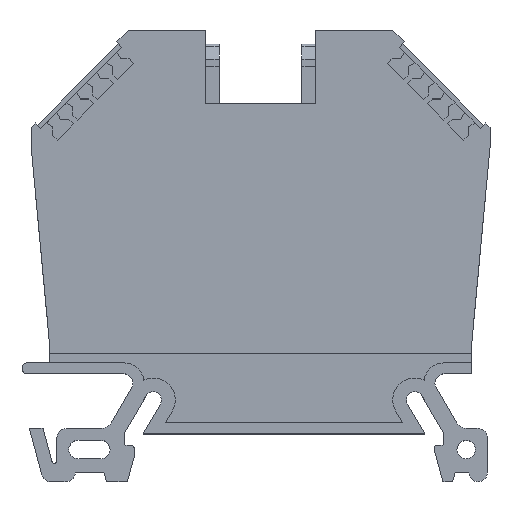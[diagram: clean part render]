
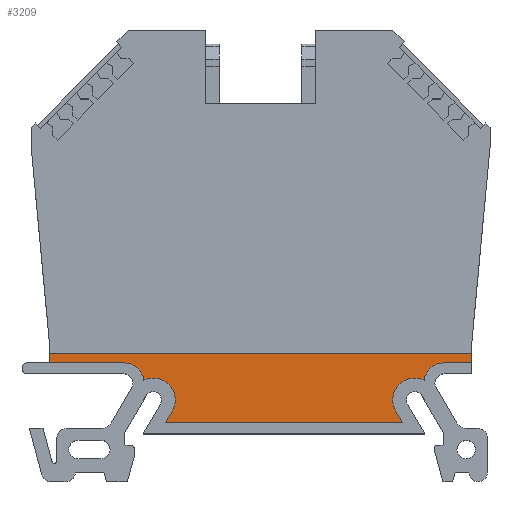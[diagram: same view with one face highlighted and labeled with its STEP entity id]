
A CAD part, top view. The second image highlights one B-rep face of the part: STEP entity #3209.
In plain terms, the highlighted planar face has unit normal (0, 0, 1).
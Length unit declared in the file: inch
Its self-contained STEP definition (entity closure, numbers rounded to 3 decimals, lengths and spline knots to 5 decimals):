
#36 = DIRECTION ( 'NONE',  ( 0., 0., -1. ) ) ;
#141 = LINE ( 'NONE', #3746, #3045 ) ;
#501 = DIRECTION ( 'NONE',  ( 0., -1., 0. ) ) ;
#630 = DIRECTION ( 'NONE',  ( -1., 0., 0. ) ) ;
#669 = LINE ( 'NONE', #3031, #3634 ) ;
#681 = EDGE_CURVE ( 'NONE', #5053, #931, #5334, .T. ) ;
#705 = DIRECTION ( 'NONE',  ( -1., 0., 0. ) ) ;
#720 = LINE ( 'NONE', #808, #2933 ) ;
#761 = CIRCLE ( 'NONE', #3969, 0.08661 ) ;
#773 = EDGE_CURVE ( 'NONE', #2190, #822, #6787, .T. ) ;
#808 = CARTESIAN_POINT ( 'NONE',  ( -0.90551, 0.34646, 0.0315 ) ) ;
#822 = VERTEX_POINT ( 'NONE', #2132 ) ;
#883 = LINE ( 'NONE', #4447, #2891 ) ;
#931 = VERTEX_POINT ( 'NONE', #7723 ) ;
#948 = CARTESIAN_POINT ( 'NONE',  ( -0.46062, 0.14567, 0.0315 ) ) ;
#1059 = DIRECTION ( 'NONE',  ( 0., 0., 1. ) ) ;
#1069 = CARTESIAN_POINT ( 'NONE',  ( -0.40834, 0.04724, 0.0315 ) ) ;
#1084 = VECTOR ( 'NONE', #7308, 39.37008 ) ;
#1140 = DIRECTION ( 'NONE',  ( 0., 0., -1. ) ) ;
#1176 = EDGE_CURVE ( 'NONE', #4972, #1773, #1199, .T. ) ;
#1199 = CIRCLE ( 'NONE', #3372, 0.09449 ) ;
#1298 = EDGE_CURVE ( 'NONE', #2359, #2524, #6030, .T. ) ;
#1302 = ORIENTED_EDGE ( 'NONE', *, *, #2434, .T. ) ;
#1316 = CARTESIAN_POINT ( 'NONE',  ( 0.78756, 0.2185, 0.0315 ) ) ;
#1331 = ORIENTED_EDGE ( 'NONE', *, *, #3611, .T. ) ;
#1405 = DIRECTION ( 'NONE',  ( 0., 1., 0. ) ) ;
#1406 = ORIENTED_EDGE ( 'NONE', *, *, #1833, .T. ) ;
#1475 = CARTESIAN_POINT ( 'NONE',  ( 0.60913, 0.04724, 0.0315 ) ) ;
#1486 = ORIENTED_EDGE ( 'NONE', *, *, #7822, .T. ) ;
#1566 = EDGE_CURVE ( 'NONE', #2615, #7219, #7038, .T. ) ;
#1584 = CIRCLE ( 'NONE', #2351, 0.08661 ) ;
#1586 = ORIENTED_EDGE ( 'NONE', *, *, #1906, .T. ) ;
#1734 = PLANE ( 'NONE',  #5871 ) ;
#1773 = VERTEX_POINT ( 'NONE', #4395 ) ;
#1833 = EDGE_CURVE ( 'NONE', #822, #3361, #2456, .T. ) ;
#1899 = DIRECTION ( 'NONE',  ( -1., 0., 0. ) ) ;
#1906 = EDGE_CURVE ( 'NONE', #3086, #2190, #2826, .T. ) ;
#2000 = DIRECTION ( 'NONE',  ( 0., 0., -1. ) ) ;
#2076 = ORIENTED_EDGE ( 'NONE', *, *, #1298, .T. ) ;
#2115 = VERTEX_POINT ( 'NONE', #2942 ) ;
#2123 = CARTESIAN_POINT ( 'NONE',  ( 0.78756, 0.30512, 0.0315 ) ) ;
#2132 = CARTESIAN_POINT ( 'NONE',  ( 0.56692, 0.14567, 0.0315 ) ) ;
#2190 = VERTEX_POINT ( 'NONE', #5997 ) ;
#2202 = AXIS2_PLACEMENT_3D ( 'NONE', #4435, #3107, #705 ) ;
#2298 = CARTESIAN_POINT ( 'NONE',  ( 0.90551, 0.30512, 0.0315 ) ) ;
#2321 = CARTESIAN_POINT ( 'NONE',  ( -0.37879, 0.09843, 0.0315 ) ) ;
#2351 = AXIS2_PLACEMENT_3D ( 'NONE', #1316, #36, #630 ) ;
#2359 = VERTEX_POINT ( 'NONE', #2321 ) ;
#2402 = EDGE_CURVE ( 'NONE', #3361, #2615, #1584, .T. ) ;
#2431 = CARTESIAN_POINT ( 'NONE',  ( -0.50107, 0.23106, 0.0315 ) ) ;
#2434 = EDGE_CURVE ( 'NONE', #931, #7669, #669, .T. ) ;
#2456 = CIRCLE ( 'NONE', #2202, 0.09449 ) ;
#2524 = VERTEX_POINT ( 'NONE', #5160 ) ;
#2546 = ORIENTED_EDGE ( 'NONE', *, *, #3226, .T. ) ;
#2574 = VECTOR ( 'NONE', #501, 39.37008 ) ;
#2615 = VERTEX_POINT ( 'NONE', #2721 ) ;
#2721 = CARTESIAN_POINT ( 'NONE',  ( 0.78756, 0.30512, 0.0315 ) ) ;
#2826 = LINE ( 'NONE', #1475, #7304 ) ;
#2891 = VECTOR ( 'NONE', #1405, 39.37008 ) ;
#2933 = VECTOR ( 'NONE', #5007, 39.37008 ) ;
#2942 = CARTESIAN_POINT ( 'NONE',  ( 0.90551, 0.34646, 0.0315 ) ) ;
#2969 = CARTESIAN_POINT ( 'NONE',  ( -0.58677, 0.30512, 0.0315 ) ) ;
#3031 = CARTESIAN_POINT ( 'NONE',  ( -0.90551, 0.30512, 0.0315 ) ) ;
#3045 = VECTOR ( 'NONE', #7466, 39.37008 ) ;
#3086 = VERTEX_POINT ( 'NONE', #3874 ) ;
#3107 = DIRECTION ( 'NONE',  ( 0., 0., -1. ) ) ;
#3198 = DIRECTION ( 'NONE',  ( 1., 0., 0. ) ) ;
#3209 = ADVANCED_FACE ( 'NONE', ( #7212 ), #1734, .T. ) ;
#3226 = EDGE_CURVE ( 'NONE', #7669, #4972, #761, .T. ) ;
#3310 = ORIENTED_EDGE ( 'NONE', *, *, #5620, .T. ) ;
#3361 = VERTEX_POINT ( 'NONE', #6444 ) ;
#3372 = AXIS2_PLACEMENT_3D ( 'NONE', #7481, #2000, #4443 ) ;
#3611 = EDGE_CURVE ( 'NONE', #7219, #2115, #883, .T. ) ;
#3634 = VECTOR ( 'NONE', #3198, 39.37008 ) ;
#3746 = CARTESIAN_POINT ( 'NONE',  ( -0.46062, 0.04724, 0.0315 ) ) ;
#3850 = ORIENTED_EDGE ( 'NONE', *, *, #1566, .T. ) ;
#3874 = CARTESIAN_POINT ( 'NONE',  ( 0.60913, 0.04724, 0.0315 ) ) ;
#3969 = AXIS2_PLACEMENT_3D ( 'NONE', #4178, #1140, #6019 ) ;
#4178 = CARTESIAN_POINT ( 'NONE',  ( -0.58677, 0.2185, 0.0315 ) ) ;
#4395 = CARTESIAN_POINT ( 'NONE',  ( -0.36613, 0.14567, 0.0315 ) ) ;
#4435 = CARTESIAN_POINT ( 'NONE',  ( 0.66141, 0.14567, 0.0315 ) ) ;
#4443 = DIRECTION ( 'NONE',  ( 1., 0., 0. ) ) ;
#4447 = CARTESIAN_POINT ( 'NONE',  ( 0.90551, 0.14567, 0.0315 ) ) ;
#4750 = CARTESIAN_POINT ( 'NONE',  ( -0.90551, 0.14567, 0.0315 ) ) ;
#4972 = VERTEX_POINT ( 'NONE', #2431 ) ;
#5007 = DIRECTION ( 'NONE',  ( -1., 0., 0. ) ) ;
#5053 = VERTEX_POINT ( 'NONE', #5668 ) ;
#5160 = CARTESIAN_POINT ( 'NONE',  ( -0.40834, 0.04724, 0.0315 ) ) ;
#5168 = DIRECTION ( 'NONE',  ( 0., 0., -1. ) ) ;
#5191 = DIRECTION ( 'NONE',  ( -0.5, 0.866, 0. ) ) ;
#5195 = ORIENTED_EDGE ( 'NONE', *, *, #1176, .T. ) ;
#5334 = LINE ( 'NONE', #4750, #2574 ) ;
#5615 = CARTESIAN_POINT ( 'NONE',  ( -0.46062, 0.14567, 0.0315 ) ) ;
#5620 = EDGE_CURVE ( 'NONE', #1773, #2359, #6236, .T. ) ;
#5621 = EDGE_CURVE ( 'NONE', #2524, #3086, #141, .T. ) ;
#5645 = AXIS2_PLACEMENT_3D ( 'NONE', #6175, #5168, #1899 ) ;
#5668 = CARTESIAN_POINT ( 'NONE',  ( -0.90551, 0.34646, 0.0315 ) ) ;
#5871 = AXIS2_PLACEMENT_3D ( 'NONE', #948, #1059, #7661 ) ;
#5997 = CARTESIAN_POINT ( 'NONE',  ( 0.57958, 0.09843, 0.0315 ) ) ;
#6019 = DIRECTION ( 'NONE',  ( 1., 0., 0. ) ) ;
#6030 = LINE ( 'NONE', #1069, #1084 ) ;
#6056 = DIRECTION ( 'NONE',  ( 0., 0., -1. ) ) ;
#6175 = CARTESIAN_POINT ( 'NONE',  ( 0.66141, 0.14567, 0.0315 ) ) ;
#6236 = CIRCLE ( 'NONE', #6484, 0.09449 ) ;
#6444 = CARTESIAN_POINT ( 'NONE',  ( 0.70186, 0.23106, 0.0315 ) ) ;
#6466 = DIRECTION ( 'NONE',  ( 1., 0., 0. ) ) ;
#6484 = AXIS2_PLACEMENT_3D ( 'NONE', #5615, #6056, #6856 ) ;
#6757 = ORIENTED_EDGE ( 'NONE', *, *, #5621, .T. ) ;
#6787 = CIRCLE ( 'NONE', #5645, 0.09449 ) ;
#6856 = DIRECTION ( 'NONE',  ( 1., 0., 0. ) ) ;
#6921 = ORIENTED_EDGE ( 'NONE', *, *, #2402, .T. ) ;
#6962 = ORIENTED_EDGE ( 'NONE', *, *, #681, .T. ) ;
#6973 = ORIENTED_EDGE ( 'NONE', *, *, #773, .T. ) ;
#7038 = LINE ( 'NONE', #2123, #7729 ) ;
#7212 = FACE_OUTER_BOUND ( 'NONE', #7687, .T. ) ;
#7219 = VERTEX_POINT ( 'NONE', #2298 ) ;
#7304 = VECTOR ( 'NONE', #5191, 39.37008 ) ;
#7308 = DIRECTION ( 'NONE',  ( -0.5, -0.866, 0. ) ) ;
#7466 = DIRECTION ( 'NONE',  ( 1., 0., 0. ) ) ;
#7481 = CARTESIAN_POINT ( 'NONE',  ( -0.46062, 0.14567, 0.0315 ) ) ;
#7661 = DIRECTION ( 'NONE',  ( 1., 0., 0. ) ) ;
#7669 = VERTEX_POINT ( 'NONE', #2969 ) ;
#7687 = EDGE_LOOP ( 'NONE', ( #2076, #6757, #1586, #6973, #1406, #6921, #3850, #1331, #1486, #6962, #1302, #2546, #5195, #3310 ) ) ;
#7723 = CARTESIAN_POINT ( 'NONE',  ( -0.90551, 0.30512, 0.0315 ) ) ;
#7729 = VECTOR ( 'NONE', #6466, 39.37008 ) ;
#7822 = EDGE_CURVE ( 'NONE', #2115, #5053, #720, .T. ) ;
